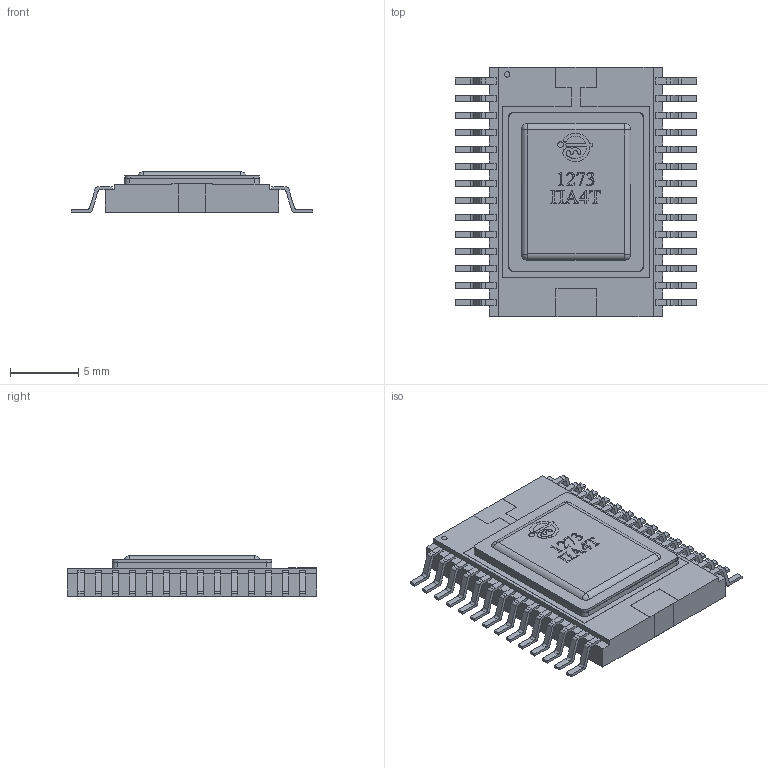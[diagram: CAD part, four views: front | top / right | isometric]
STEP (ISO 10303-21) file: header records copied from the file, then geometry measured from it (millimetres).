
FILE_DESCRIPTION(/* description */ ('Unknown'),/* implementation_level */ '2;1');
FILE_NAME(/* name */ '4119.28-1_1273ПА4Т',/* time_stamp */ '2021-01-20T22:59:53+03:00',/* author */ ('Unknown'),/* organization */ ('Unknown'),/* preprocessor_version */ 'ST-DEVELOPER v16.7',/* originating_system */ 'Solid Edge',/* authorisation */ 'Unknown');
FILE_SCHEMA (('AP203_CONFIGURATION_CONTROLLED_3D_DESIGN_OF_MECHANICAL_PARTS_AND_ASSEMBLIES_MIM_LF { 1 0 10303 203 3 1 4 }','AP242_MANAGED_MODEL_BASED_3D_ENGINEERING_MIM_LF { 1 0 10303 442 1 1 4 }','AUTOMOTIVE_DESIGN {1 0 10303 214 3 1 1}'));
Length unit declared in the file: millimetre
Products named in the file (1): 4119.28-1_1273ﾏﾀ4ﾒ
Bounding box: 17.7 x 18.25 x 2.99 mm (x, y, z)
Volume: 570.7 mm3; surface area: 770.2 mm2
Topology: 1 solids, 1 shells, 624 faces, 1759 edges, 1150 vertices
Faces by surface type: plane 449, cylinder 149, bspline 26
Full cylindrical faces by diameter (mm): 0.392 x1, 0.427 x1
Entity records: 25336 total; most frequent: CARTESIAN_POINT 4760, ORIENTED_EDGE 3506, DIRECTION 3185, EDGE_CURVE 1753, LINE 1407, VECTOR 1407, VERTEX_POINT 1150, AXIS2_PLACEMENT_3D 889
